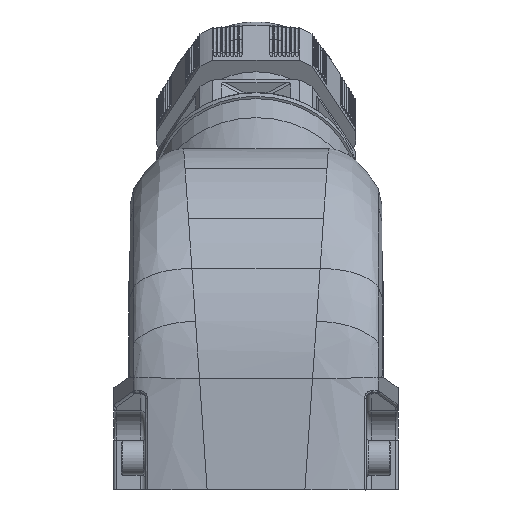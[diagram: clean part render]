
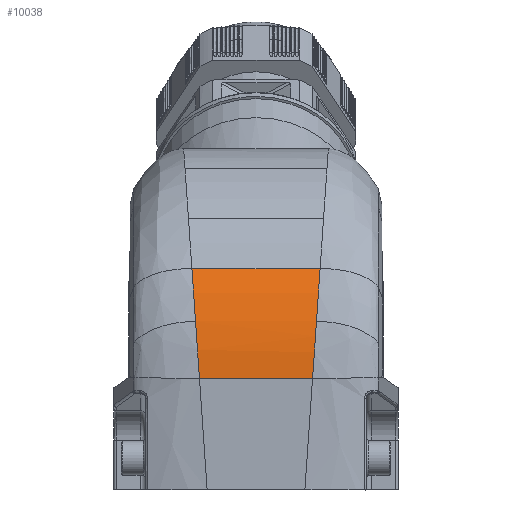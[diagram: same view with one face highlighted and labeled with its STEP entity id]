
A CAD part, left-side view. The second image highlights one B-rep face of the part: STEP entity #10038.
In plain terms, the highlighted cylindrical face has radius 52.339 mm (diameter 104.677 mm), a partial arc.
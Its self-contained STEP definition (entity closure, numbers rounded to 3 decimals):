
#9628=CYLINDRICAL_SURFACE('',#36989,52.339);
#10038=ADVANCED_FACE('',(#12083),#9628,.T.);
#12083=FACE_OUTER_BOUND('',#13492,.T.);
#13492=EDGE_LOOP('',(#16122,#16123,#16124,#16125,#16126,#16127));
#16122=ORIENTED_EDGE('',*,*,#25684,.T.);
#16123=ORIENTED_EDGE('',*,*,#25686,.T.);
#16124=ORIENTED_EDGE('',*,*,#25687,.T.);
#16125=ORIENTED_EDGE('',*,*,#25677,.T.);
#16126=ORIENTED_EDGE('',*,*,#25679,.T.);
#16127=ORIENTED_EDGE('',*,*,#25682,.T.);
#22888=VERTEX_POINT('',#50193);
#22889=VERTEX_POINT('',#50198);
#22890=VERTEX_POINT('',#50239);
#22891=VERTEX_POINT('',#50324);
#22892=VERTEX_POINT('',#50391);
#22893=VERTEX_POINT('',#50427);
#25677=EDGE_CURVE('',#22888,#22889,#28887,.T.);
#25679=EDGE_CURVE('',#22889,#22890,#28889,.T.);
#25682=EDGE_CURVE('',#22890,#22891,#31138,.T.);
#25684=EDGE_CURVE('',#22891,#22892,#28893,.T.);
#25686=EDGE_CURVE('',#22892,#22893,#28895,.T.);
#25687=EDGE_CURVE('',#22893,#22888,#31139,.T.);
#28887=B_SPLINE_CURVE_WITH_KNOTS('',3,(#50199,#50200,#50201,#50202,#50203,
#50204,#50205,#50206,#50207,#50208,#50209,#50210,#50211,#50212,#50213,#50214),
 .UNSPECIFIED.,.F.,.F.,(4,2,2,2,1,1,2,2,4),(0.,0.25,0.375,
0.438,0.469,0.484,0.492,
0.5,1.),.UNSPECIFIED.);
#28889=B_SPLINE_CURVE_WITH_KNOTS('',3,(#50240,#50241,#50242,#50243),
 .UNSPECIFIED.,.F.,.F.,(4,4),(0.,1.),.UNSPECIFIED.);
#28893=B_SPLINE_CURVE_WITH_KNOTS('',3,(#50387,#50388,#50389,#50390),
 .UNSPECIFIED.,.F.,.F.,(4,4),(0.,1.),.UNSPECIFIED.);
#28895=B_SPLINE_CURVE_WITH_KNOTS('',3,(#50412,#50413,#50414,#50415,#50416,
#50417,#50418,#50419,#50420,#50421,#50422,#50423,#50424,#50425,#50426),
 .UNSPECIFIED.,.F.,.F.,(4,2,2,1,1,1,2,2,4),(0.,0.25,0.375,
0.437,0.469,0.484,0.492,
0.5,1.),.UNSPECIFIED.);
#31138=LINE('',#50325,#33385);
#31139=LINE('',#50428,#33386);
#33385=VECTOR('',#39554,1.);
#33386=VECTOR('',#39557,1.);
#36989=AXIS2_PLACEMENT_3D('',#50429,#39558,#39559);
#39554=DIRECTION('',(0.,1.,0.));
#39557=DIRECTION('',(0.,-1.,0.));
#39558=DIRECTION('',(0.,1.,0.));
#39559=DIRECTION('',(-0.999,0.,-0.036));
#50193=CARTESIAN_POINT('',(-37.,-11.333,53.778));
#50198=CARTESIAN_POINT('',(-35.711,-12.126,65.323));
#50199=CARTESIAN_POINT('',(-37.,-11.333,53.778));
#50200=CARTESIAN_POINT('',(-37.,-11.422,55.071));
#50201=CARTESIAN_POINT('',(-36.953,-11.499,56.202));
#50202=CARTESIAN_POINT('',(-36.858,-11.599,57.654));
#50203=CARTESIAN_POINT('',(-36.823,-11.629,58.097));
#50204=CARTESIAN_POINT('',(-36.768,-11.671,58.701));
#50205=CARTESIAN_POINT('',(-36.75,-11.684,58.893));
#50206=CARTESIAN_POINT('',(-36.722,-11.703,59.164));
#50207=CARTESIAN_POINT('',(-36.708,-11.712,59.296));
#50208=CARTESIAN_POINT('',(-36.692,-11.722,59.443));
#50209=CARTESIAN_POINT('',(-36.686,-11.726,59.505));
#50210=CARTESIAN_POINT('',(-36.681,-11.729,59.546));
#50211=CARTESIAN_POINT('',(-36.68,-11.729,59.553));
#50212=CARTESIAN_POINT('',(-36.438,-11.879,61.727));
#50213=CARTESIAN_POINT('',(-36.092,-12.01,63.639));
#50214=CARTESIAN_POINT('',(-35.711,-12.126,65.323));
#50239=CARTESIAN_POINT('',(-32.095,-12.852,75.9));
#50240=CARTESIAN_POINT('',(-35.711,-12.126,65.323));
#50241=CARTESIAN_POINT('',(-34.801,-12.402,69.344));
#50242=CARTESIAN_POINT('',(-33.508,-12.644,72.869));
#50243=CARTESIAN_POINT('',(-32.095,-12.852,75.9));
#50324=CARTESIAN_POINT('',(-32.095,12.852,75.9));
#50325=CARTESIAN_POINT('',(-32.095,-12.852,75.9));
#50387=CARTESIAN_POINT('',(-32.095,12.852,75.9));
#50388=CARTESIAN_POINT('',(-33.508,12.644,72.87));
#50389=CARTESIAN_POINT('',(-34.801,12.402,69.344));
#50390=CARTESIAN_POINT('',(-35.711,12.126,65.323));
#50391=CARTESIAN_POINT('',(-35.71,12.126,65.323));
#50412=CARTESIAN_POINT('',(-35.711,12.126,65.323));
#50413=CARTESIAN_POINT('',(-35.901,12.068,64.481));
#50414=CARTESIAN_POINT('',(-36.083,12.006,63.582));
#50415=CARTESIAN_POINT('',(-36.329,11.908,62.148));
#50416=CARTESIAN_POINT('',(-36.406,11.874,61.656));
#50417=CARTESIAN_POINT('',(-36.514,11.822,60.896));
#50418=CARTESIAN_POINT('',(-36.566,11.795,60.51));
#50419=CARTESIAN_POINT('',(-36.623,11.764,60.051));
#50420=CARTESIAN_POINT('',(-36.65,11.748,59.82));
#50421=CARTESIAN_POINT('',(-36.662,11.741,59.72));
#50422=CARTESIAN_POINT('',(-36.669,11.736,59.653));
#50423=CARTESIAN_POINT('',(-36.674,11.733,59.606));
#50424=CARTESIAN_POINT('',(-36.82,11.643,58.301));
#50425=CARTESIAN_POINT('',(-37.,11.51,56.365));
#50426=CARTESIAN_POINT('',(-37.,11.333,53.778));
#50427=CARTESIAN_POINT('',(-37.,11.333,53.778));
#50428=CARTESIAN_POINT('',(-37.,11.333,53.778));
#50429=CARTESIAN_POINT('',(15.339,-13.577,53.778));
